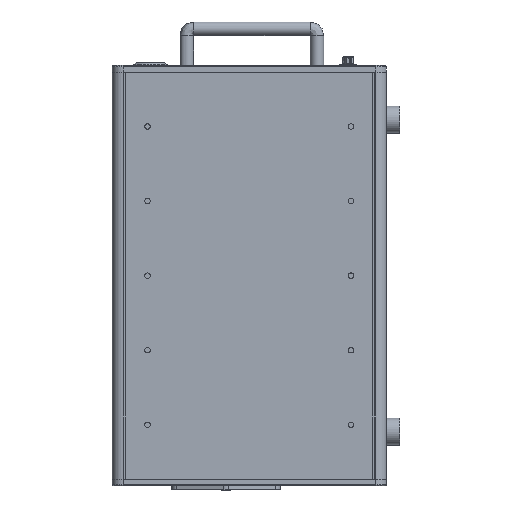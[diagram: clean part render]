
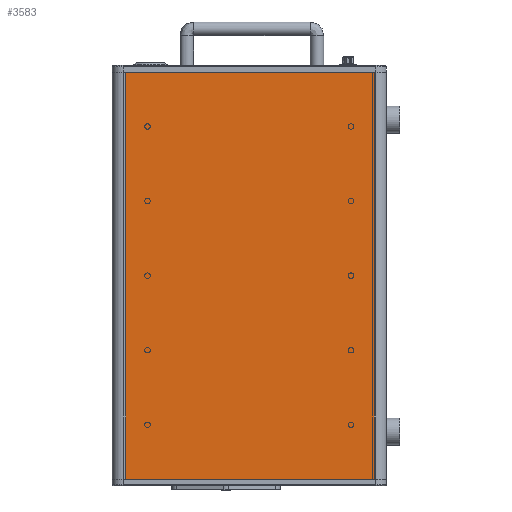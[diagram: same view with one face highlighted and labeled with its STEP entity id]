
A CAD part, left-side view. The second image highlights one B-rep face of the part: STEP entity #3583.
In plain terms, the highlighted planar face has unit normal (-1, 0, 0).
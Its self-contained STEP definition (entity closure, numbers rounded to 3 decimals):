
#3583 = ADVANCED_FACE ( 'NONE', ( #145228 ), #210415, .T. ) ;
#8087 = EDGE_LOOP ( 'NONE', ( #134972, #175819, #132065, #201828 ) ) ;
#9987 = CARTESIAN_POINT ( 'NONE',  ( -280., 192., 155. ) ) ;
#22684 = EDGE_CURVE ( 'NONE', #192319, #142948, #108482, .T. ) ;
#25198 = CARTESIAN_POINT ( 'NONE',  ( -280., 9.003, 5. ) ) ;
#38050 = LINE ( 'NONE', #25198, #75259 ) ;
#43291 = CARTESIAN_POINT ( 'NONE',  ( -280., 192., 305. ) ) ;
#45922 = DIRECTION ( 'NONE',  ( -1., 0., 0. ) ) ;
#50805 = EDGE_CURVE ( 'NONE', #142948, #209400, #105092, .T. ) ;
#62450 = AXIS2_PLACEMENT_3D ( 'NONE', #114205, #45922, #178315 ) ;
#63983 = CARTESIAN_POINT ( 'NONE',  ( -280., 9.003, 5. ) ) ;
#70786 = CARTESIAN_POINT ( 'NONE',  ( -280., 9.003, 305. ) ) ;
#75259 = VECTOR ( 'NONE', #151281, 1000. ) ;
#81455 = VECTOR ( 'NONE', #106142, 1000. ) ;
#90711 = DIRECTION ( 'NONE',  ( 0., 1., 0. ) ) ;
#105092 = LINE ( 'NONE', #9987, #81455 ) ;
#106142 = DIRECTION ( 'NONE',  ( 0., 0., 1. ) ) ;
#106372 = CARTESIAN_POINT ( 'NONE',  ( -280., 192.25, 5. ) ) ;
#108482 = LINE ( 'NONE', #106372, #203612 ) ;
#109245 = VECTOR ( 'NONE', #90711, 1000. ) ;
#114205 = CARTESIAN_POINT ( 'NONE',  ( -280., 101., 155. ) ) ;
#132065 = ORIENTED_EDGE ( 'NONE', *, *, #50805, .F. ) ;
#134972 = ORIENTED_EDGE ( 'NONE', *, *, #182067, .T. ) ;
#142948 = VERTEX_POINT ( 'NONE', #187310 ) ;
#145228 = FACE_OUTER_BOUND ( 'NONE', #8087, .T. ) ;
#151281 = DIRECTION ( 'NONE',  ( 0., 0., 1. ) ) ;
#152449 = VERTEX_POINT ( 'NONE', #70786 ) ;
#154823 = LINE ( 'NONE', #202931, #109245 ) ;
#171526 = DIRECTION ( 'NONE',  ( 0., 1., 0. ) ) ;
#175819 = ORIENTED_EDGE ( 'NONE', *, *, #181302, .T. ) ;
#178315 = DIRECTION ( 'NONE',  ( 0., 1., 0. ) ) ;
#181302 = EDGE_CURVE ( 'NONE', #152449, #209400, #154823, .T. ) ;
#182067 = EDGE_CURVE ( 'NONE', #192319, #152449, #38050, .T. ) ;
#187310 = CARTESIAN_POINT ( 'NONE',  ( -280., 192., 5. ) ) ;
#192319 = VERTEX_POINT ( 'NONE', #63983 ) ;
#201828 = ORIENTED_EDGE ( 'NONE', *, *, #22684, .F. ) ;
#202931 = CARTESIAN_POINT ( 'NONE',  ( -280., 192.25, 305. ) ) ;
#203612 = VECTOR ( 'NONE', #171526, 1000. ) ;
#209400 = VERTEX_POINT ( 'NONE', #43291 ) ;
#210415 = PLANE ( 'NONE',  #62450 ) ;
